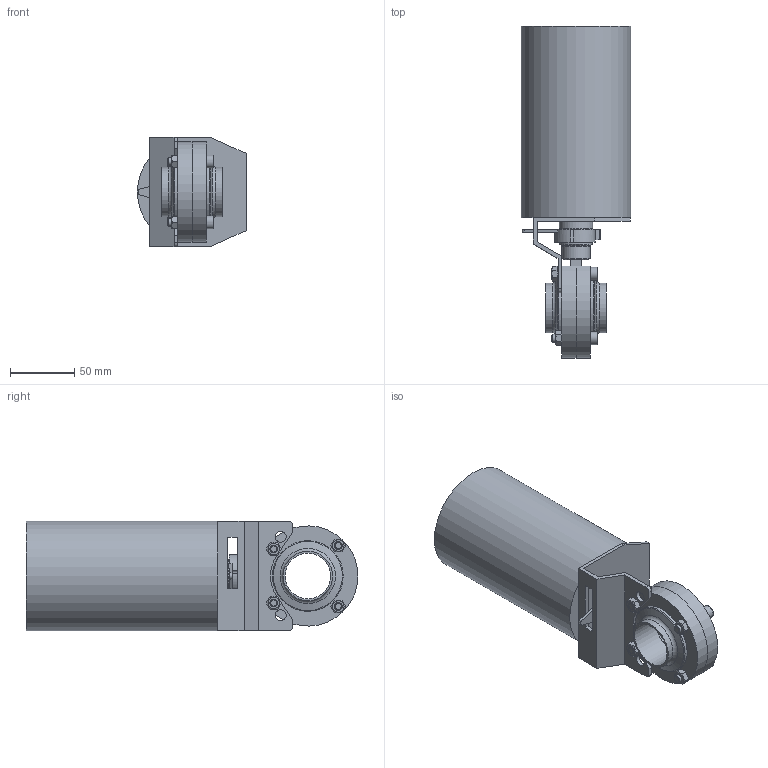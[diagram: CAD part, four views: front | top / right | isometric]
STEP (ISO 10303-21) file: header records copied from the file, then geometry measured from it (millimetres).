
FILE_DESCRIPTION( ( 'STEP AP203' ), ' ' );
FILE_NAME( '9612628340.stp', '2017-01-13T09:17:18', ( '' ), ( '' ), ' ', 'PARTsolutions', ' ' );
FILE_SCHEMA( ( 'CONFIG_CONTROL_DESIGN' ) );
Length unit declared in the file: millimetre
Products named in the file (8): 9612628340; _LKB Butterfly (1,H15,085,1)_r; _Mounting Bracket LKLA 085 H15; _LKLA Without coupling 085; _Coupling LKLA 085 Doc clutch H15; _Activation ring H15; _LKB/LKB-2 valve body pin H15; _LKB Butterfly (1,H15,085,0)_l
Assembly tree (7 placements, depth 2):
  9612628340
    _LKB Butterfly (1,H15,085,1)_r
    _Mounting Bracket LKLA 085 H15
    _LKLA Without coupling 085
    _Coupling LKLA 085 Doc clutch H15
    _Activation ring H15
    _LKB/LKB-2 valve body pin H15
    _LKB Butterfly (1,H15,085,0)_l
Bounding box: 85 x 258.3 x 85 mm (x, y, z)
Volume: 990952.1 mm3; surface area: 113400.5 mm2
Topology: 7 solids, 7 shells, 207 faces, 488 edges, 323 vertices
Faces by surface type: plane 125, cylinder 52, cone 19, torus 11
Full cylindrical faces by diameter (mm): 6 x6, 6.5 x2, 7 x8, 8.5 x2, 10 x4, 12 x1, 22 x1, 25 x2, 26 x1, 34 x1, 35.5 x2, 38.6 x2, 55 x2, 85 x1
Entity records: 6043 total; most frequent: CARTESIAN_POINT 1345, DIRECTION 918, ORIENTED_EDGE 798, EDGE_CURVE 399, AXIS2_PLACEMENT_3D 352, EDGE_LOOP 326, VERTEX_POINT 299, FACE_OUTER_BOUND 253
